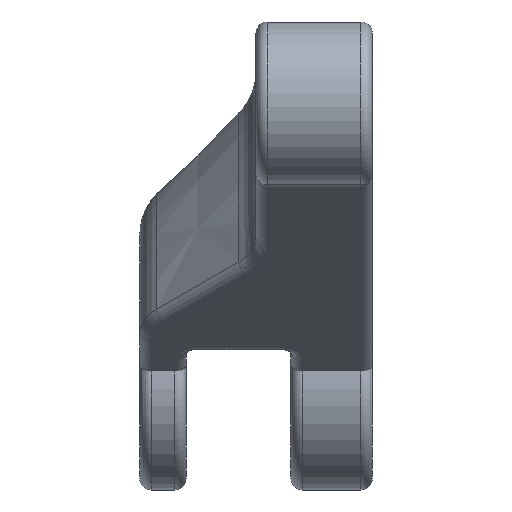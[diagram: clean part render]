
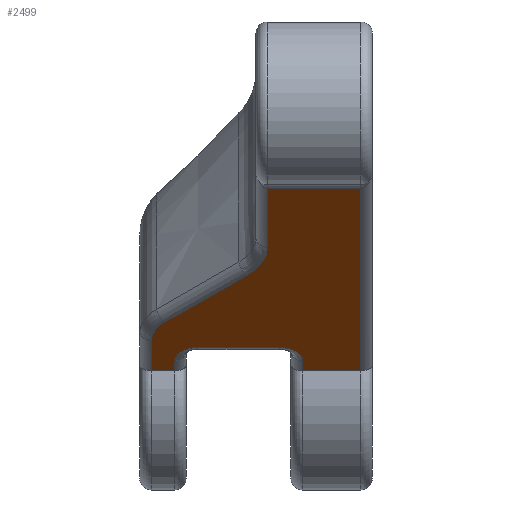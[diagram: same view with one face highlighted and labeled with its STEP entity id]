
A CAD part, left-side view. The second image highlights one B-rep face of the part: STEP entity #2499.
In plain terms, the highlighted planar face has unit normal (-0.564, 0, -0.826).
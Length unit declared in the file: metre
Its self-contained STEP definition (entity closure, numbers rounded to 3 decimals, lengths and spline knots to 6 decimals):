
#401=LINE('',#4021,#525);
#403=LINE('',#4035,#527);
#404=LINE('',#4038,#528);
#405=LINE('',#4040,#529);
#406=LINE('',#4057,#530);
#407=LINE('',#4058,#531);
#408=LINE('',#4066,#532);
#409=LINE('',#4074,#533);
#410=LINE('',#4076,#534);
#525=VECTOR('',#3164,1.);
#527=VECTOR('',#3178,1.);
#528=VECTOR('',#3179,1.);
#529=VECTOR('',#3180,1.);
#530=VECTOR('',#3181,1.);
#531=VECTOR('',#3182,1.);
#532=VECTOR('',#3183,1.);
#533=VECTOR('',#3184,1.);
#534=VECTOR('',#3185,1.);
#702=ORIENTED_EDGE('',*,*,#1475,.T.);
#703=ORIENTED_EDGE('',*,*,#1476,.T.);
#704=ORIENTED_EDGE('',*,*,#1477,.T.);
#705=ORIENTED_EDGE('',*,*,#1478,.T.);
#706=ORIENTED_EDGE('',*,*,#1479,.T.);
#707=ORIENTED_EDGE('',*,*,#1480,.T.);
#708=ORIENTED_EDGE('',*,*,#1481,.T.);
#709=ORIENTED_EDGE('',*,*,#1469,.F.);
#710=ORIENTED_EDGE('',*,*,#1482,.T.);
#711=ORIENTED_EDGE('',*,*,#1483,.F.);
#712=ORIENTED_EDGE('',*,*,#1484,.T.);
#713=ORIENTED_EDGE('',*,*,#1485,.F.);
#714=ORIENTED_EDGE('',*,*,#1486,.T.);
#715=ORIENTED_EDGE('',*,*,#1487,.F.);
#1469=EDGE_CURVE('',#1856,#1857,#401,.T.);
#1475=EDGE_CURVE('',#1862,#1863,#403,.F.);
#1476=EDGE_CURVE('',#1863,#1864,#404,.F.);
#1477=EDGE_CURVE('',#1864,#1865,#405,.T.);
#1478=EDGE_CURVE('',#1865,#1866,#2007,.T.);
#1479=EDGE_CURVE('',#1866,#1867,#2008,.T.);
#1480=EDGE_CURVE('',#1867,#1868,#2009,.T.);
#1481=EDGE_CURVE('',#1868,#1857,#406,.T.);
#1482=EDGE_CURVE('',#1856,#1869,#407,.F.);
#1483=EDGE_CURVE('',#1870,#1869,#2010,.T.);
#1484=EDGE_CURVE('',#1870,#1871,#408,.T.);
#1485=EDGE_CURVE('',#1872,#1871,#2011,.T.);
#1486=EDGE_CURVE('',#1872,#1873,#409,.T.);
#1487=EDGE_CURVE('',#1862,#1873,#410,.T.);
#1856=VERTEX_POINT('',#4022);
#1857=VERTEX_POINT('',#4023);
#1862=VERTEX_POINT('',#4036);
#1863=VERTEX_POINT('',#4037);
#1864=VERTEX_POINT('',#4039);
#1865=VERTEX_POINT('',#4041);
#1866=VERTEX_POINT('',#4046);
#1867=VERTEX_POINT('',#4051);
#1868=VERTEX_POINT('',#4056);
#1869=VERTEX_POINT('',#4059);
#1870=VERTEX_POINT('',#4065);
#1871=VERTEX_POINT('',#4067);
#1872=VERTEX_POINT('',#4073);
#1873=VERTEX_POINT('',#4075);
#2007=B_SPLINE_CURVE_WITH_KNOTS('',3,(#4042,#4043,#4044,#4045),
 .UNSPECIFIED.,.F.,.F.,(4,4),(0.,0.004713),.UNSPECIFIED.);
#2008=B_SPLINE_CURVE_WITH_KNOTS('',3,(#4047,#4048,#4049,#4050),
 .UNSPECIFIED.,.F.,.F.,(4,4),(0.,0.010064),.UNSPECIFIED.);
#2009=B_SPLINE_CURVE_WITH_KNOTS('',3,(#4052,#4053,#4054,#4055),
 .UNSPECIFIED.,.F.,.F.,(4,4),(0.,0.003225),.UNSPECIFIED.);
#2010=B_SPLINE_CURVE_WITH_KNOTS('',3,(#4060,#4061,#4062,#4063,#4064),
 .UNSPECIFIED.,.F.,.F.,(4,1,4),(0.,0.001611,0.003223),
 .UNSPECIFIED.);
#2011=B_SPLINE_CURVE_WITH_KNOTS('',3,(#4068,#4069,#4070,#4071,#4072),
 .UNSPECIFIED.,.F.,.F.,(4,1,4),(0.,0.001604,0.003207),
 .UNSPECIFIED.);
#2081=EDGE_LOOP('',(#702,#703,#704,#705,#706,#707,#708,#709,#710,#711,#712,
#713,#714,#715));
#2285=FACE_BOUND('',#2081,.T.);
#2472=PLANE('',#2741);
#2499=ADVANCED_FACE('',(#2285),#2472,.F.);
#2741=AXIS2_PLACEMENT_3D('',#4034,#3176,#3177);
#3164=DIRECTION('',(0.,1.,0.));
#3176=DIRECTION('',(0.564,0.,0.826));
#3177=DIRECTION('',(0.826,0.,-0.564));
#3178=DIRECTION('',(0.826,0.,-0.564));
#3179=DIRECTION('',(0.,-1.,0.));
#3180=DIRECTION('',(0.826,0.,-0.564));
#3181=DIRECTION('',(0.826,0.,-0.564));
#3182=DIRECTION('',(0.826,0.,-0.564));
#3183=DIRECTION('',(0.,-1.,0.));
#3184=DIRECTION('',(0.826,0.,-0.564));
#3185=DIRECTION('',(0.,1.,0.));
#4021=CARTESIAN_POINT('',(-0.008913,-0.01,0.001247));
#4022=CARTESIAN_POINT('',(-0.008913,0.007,0.001247));
#4023=CARTESIAN_POINT('',(-0.008913,0.009,0.001247));
#4034=CARTESIAN_POINT('',(-0.020714,-0.01,0.009313));
#4035=CARTESIAN_POINT('',(-0.033015,-0.009,0.01772));
#4036=CARTESIAN_POINT('',(-0.008913,-0.009,0.001247));
#4037=CARTESIAN_POINT('',(-0.031861,-0.009,0.016932));
#4038=CARTESIAN_POINT('',(-0.031861,-0.001,0.016932));
#4039=CARTESIAN_POINT('',(-0.031861,-0.001,0.016932));
#4040=CARTESIAN_POINT('',(-0.024361,-0.001,0.011806));
#4041=CARTESIAN_POINT('',(-0.024469,-0.001,0.011879));
#4042=CARTESIAN_POINT('',(-0.024469,-0.001,0.011879));
#4043=CARTESIAN_POINT('',(-0.023153,-0.001,0.01098));
#4044=CARTESIAN_POINT('',(-0.021875,-0.000365,0.010106));
#4045=CARTESIAN_POINT('',(-0.02094,0.000757,0.009468));
#4046=CARTESIAN_POINT('',(-0.02094,0.000757,0.009468));
#4047=CARTESIAN_POINT('',(-0.02094,0.000757,0.009468));
#4048=CARTESIAN_POINT('',(-0.018974,0.003119,0.008123));
#4049=CARTESIAN_POINT('',(-0.017005,0.005478,0.006777));
#4050=CARTESIAN_POINT('',(-0.015028,0.007828,0.005427));
#4051=CARTESIAN_POINT('',(-0.015028,0.007828,0.005427));
#4052=CARTESIAN_POINT('',(-0.015028,0.007828,0.005427));
#4053=CARTESIAN_POINT('',(-0.014394,0.008583,0.004993));
#4054=CARTESIAN_POINT('',(-0.013528,0.009,0.004401));
#4055=CARTESIAN_POINT('',(-0.01264,0.009,0.003794));
#4056=CARTESIAN_POINT('',(-0.01264,0.009,0.003794));
#4057=CARTESIAN_POINT('',(-0.020714,0.009,0.009313));
#4058=CARTESIAN_POINT('',(-0.010717,0.007,0.00248));
#4059=CARTESIAN_POINT('',(-0.010133,0.007,0.002081));
#4060=CARTESIAN_POINT('',(-0.01185,0.005,0.003254));
#4061=CARTESIAN_POINT('',(-0.01185,0.00554,0.003254));
#4062=CARTESIAN_POINT('',(-0.011457,0.00659,0.002986));
#4063=CARTESIAN_POINT('',(-0.010578,0.007,0.002385));
#4064=CARTESIAN_POINT('',(-0.010133,0.007,0.002081));
#4065=CARTESIAN_POINT('',(-0.01185,0.005,0.003254));
#4066=CARTESIAN_POINT('',(-0.01185,-0.003,0.003254));
#4067=CARTESIAN_POINT('',(-0.01185,-0.002,0.003254));
#4068=CARTESIAN_POINT('',(-0.010133,-0.004,0.002081));
#4069=CARTESIAN_POINT('',(-0.010577,-0.004,0.002385));
#4070=CARTESIAN_POINT('',(-0.011459,-0.003588,0.002987));
#4071=CARTESIAN_POINT('',(-0.01185,-0.002539,0.003254));
#4072=CARTESIAN_POINT('',(-0.01185,-0.002,0.003254));
#4073=CARTESIAN_POINT('',(-0.010133,-0.004,0.002081));
#4074=CARTESIAN_POINT('',(-0.020714,-0.004,0.009313));
#4075=CARTESIAN_POINT('',(-0.008913,-0.004,0.001247));
#4076=CARTESIAN_POINT('',(-0.008913,-0.01,0.001247));
